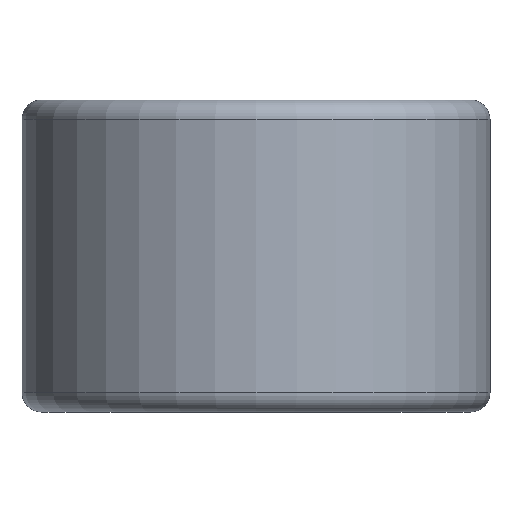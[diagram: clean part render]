
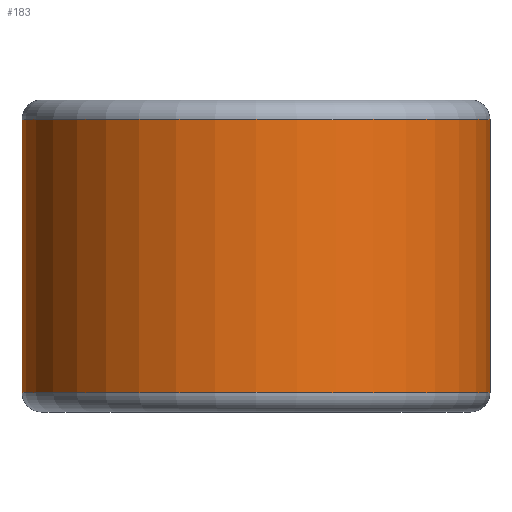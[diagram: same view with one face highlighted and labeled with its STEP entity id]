
A CAD part, front view. The second image highlights one B-rep face of the part: STEP entity #183.
In plain terms, the highlighted cylindrical face has radius 6 mm (diameter 12 mm), a full revolution.
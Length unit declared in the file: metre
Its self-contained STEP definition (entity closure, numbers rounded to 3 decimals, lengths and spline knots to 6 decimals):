
#14=CIRCLE('',#208,0.006);
#15=CIRCLE('',#209,0.006);
#18=CYLINDRICAL_SURFACE('',#207,0.006);
#43=ORIENTED_EDGE('',*,*,#81,.T.);
#44=ORIENTED_EDGE('',*,*,#82,.T.);
#81=EDGE_CURVE('',#97,#97,#14,.T.);
#82=EDGE_CURVE('',#98,#98,#15,.F.);
#97=VERTEX_POINT('',#305);
#98=VERTEX_POINT('',#307);
#143=EDGE_LOOP('',(#43));
#144=EDGE_LOOP('',(#44));
#159=FACE_BOUND('',#143,.T.);
#160=FACE_BOUND('',#144,.T.);
#183=ADVANCED_FACE('',(#159,#160),#18,.T.);
#207=AXIS2_PLACEMENT_3D('',#303,#248,#249);
#208=AXIS2_PLACEMENT_3D('',#304,#250,#251);
#209=AXIS2_PLACEMENT_3D('',#306,#252,#253);
#248=DIRECTION('',(0.,0.,-1.));
#249=DIRECTION('',(-1.,0.,0.));
#250=DIRECTION('',(0.,0.,1.));
#251=DIRECTION('',(1.,0.,0.));
#252=DIRECTION('',(0.,0.,1.));
#253=DIRECTION('',(1.,0.,0.));
#303=CARTESIAN_POINT('',(0.,0.,0.004));
#304=CARTESIAN_POINT('',(0.,0.,-0.0035));
#305=CARTESIAN_POINT('',(0.006,0.,-0.0035));
#306=CARTESIAN_POINT('',(0.,0.,0.0035));
#307=CARTESIAN_POINT('',(0.006,0.,0.0035));
